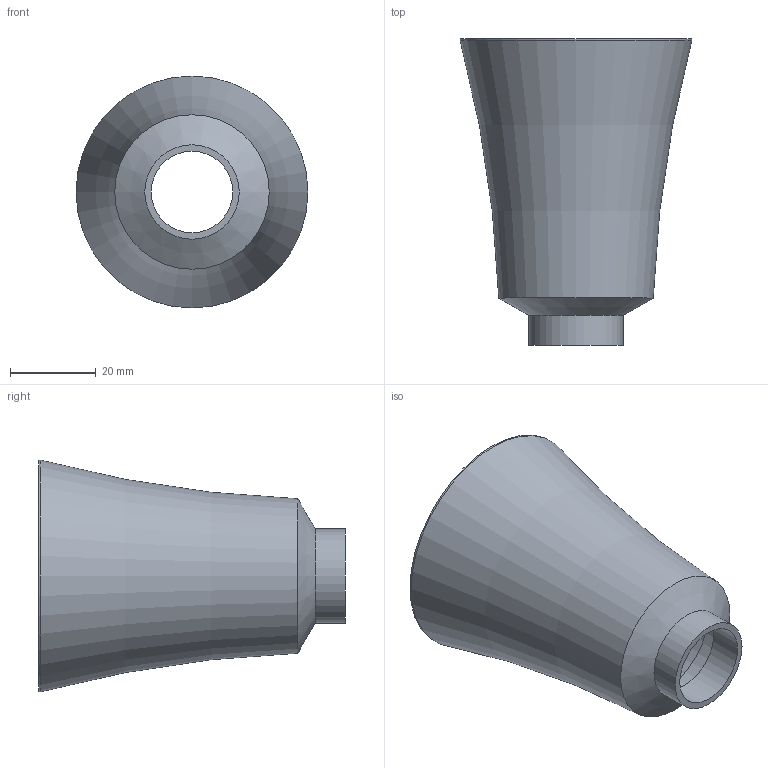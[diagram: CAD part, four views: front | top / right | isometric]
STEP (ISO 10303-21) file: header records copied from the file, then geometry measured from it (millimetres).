
FILE_DESCRIPTION(/* description */ (''),/* implementation_level */ '2;1');
FILE_NAME(/* name */ 'base.step',/* time_stamp */ '2018-08-14T13:33:17+05:00',/* author */ (''),/* organization */ (''),/* preprocessor_version */ 'ST-DEVELOPER v17',/* originating_system */ 'Autodesk Translation Framework v7.1.0.215',/* authorisation */ '');
FILE_SCHEMA (('AUTOMOTIVE_DESIGN { 1 0 10303 214 3 1 1 }'));
Length unit declared in the file: millimetre
Products named in the file (1): base
Bounding box: 54 x 71.39 x 54 mm (x, y, z)
Volume: 15820.4 mm3; surface area: 22433.2 mm2
Topology: 2 solids, 2 shells, 29 faces, 75 edges, 54 vertices
Faces by surface type: cylinder 12, plane 9, cone 3, torus 3, bspline 2
Full cylindrical faces by diameter (mm): 19 x1, 22 x1, 24.898 x1, 30 x1, 31.132 x1, 32.85 x3, 54 x1
Entity records: 2037 total; most frequent: CARTESIAN_POINT 1270, DIRECTION 156, ORIENTED_EDGE 150, EDGE_CURVE 75, AXIS2_PLACEMENT_3D 71, VERTEX_POINT 54, CIRCLE 43, EDGE_LOOP 37
